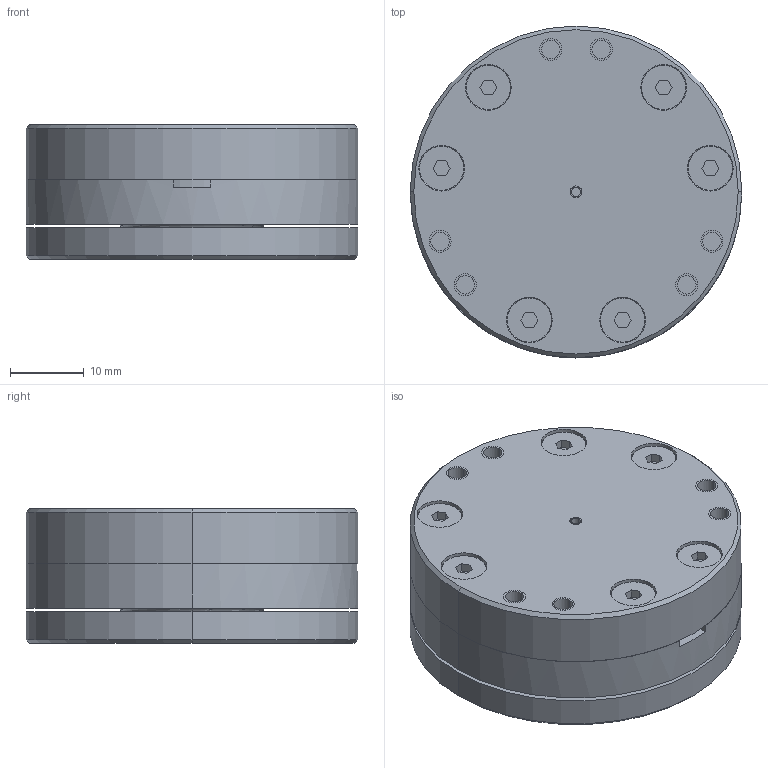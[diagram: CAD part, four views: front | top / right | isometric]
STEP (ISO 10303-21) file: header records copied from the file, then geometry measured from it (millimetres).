
FILE_DESCRIPTION((''),'2;1');
FILE_NAME('FTSENSOR45A_ASM','2018-03-26T',('idf'),(''),'CREO PARAMETRIC BY PTC INC, 2016260','CREO PARAMETRIC BY PTC INC, 2016260','');
FILE_SCHEMA(('CONFIG_CONTROL_DESIGN'));
Length unit declared in the file: millimetre
Products named in the file (7): FTSENSOR45; BOTTOMCOVER45; V1_6-4--_-_ISO7045_CZ; TOPCOVER45; V3-12--_-_U5933_C_HR; V3-8--_-_U5933_C_HR; FTSENSOR45A_ASM
Assembly tree (16 placements, depth 2):
  FTSENSOR45A_ASM
    FTSENSOR45
    BOTTOMCOVER45
    V1_6-4--_-_ISO7045_CZ
    TOPCOVER45
    V3-12--_-_U5933_C_HR  x6
    V3-8--_-_U5933_C_HR  x6
Bounding box: 45 x 45 x 18.3 mm (x, y, z)
Volume: 19138.5 mm3; surface area: 20028.8 mm2
Topology: 16 solids, 53 shells, 815 faces, 1933 edges, 1230 vertices
Faces by surface type: cylinder 389, plane 326, cone 96, torus 2, sphere 2
Entity records: 14392 total; most frequent: DIRECTION 2712, CARTESIAN_POINT 2481, ORIENTED_EDGE 2222, EDGE_CURVE 1161, AXIS2_PLACEMENT_3D 1077, VERTEX_POINT 750, CIRCLE 589, EDGE_LOOP 561
